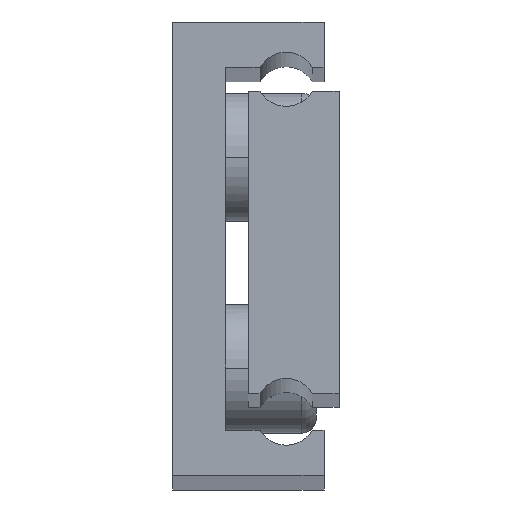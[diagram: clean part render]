
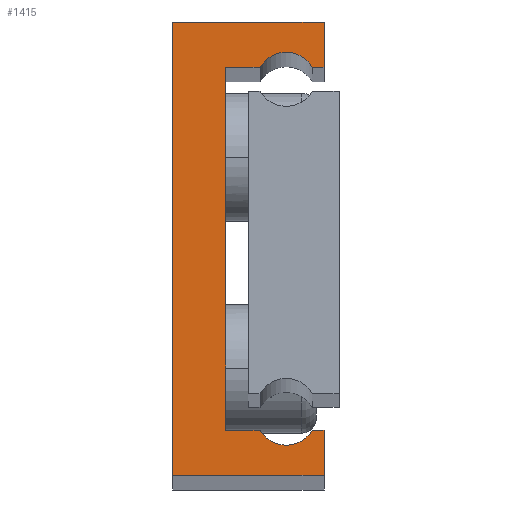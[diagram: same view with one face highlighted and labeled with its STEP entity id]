
A CAD part, top view. The second image highlights one B-rep face of the part: STEP entity #1415.
In plain terms, the highlighted planar face has unit normal (0, 0, 1).
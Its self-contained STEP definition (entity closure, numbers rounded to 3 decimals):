
#3 = VERTEX_POINT ( 'NONE', #419 ) ;
#10 = DIRECTION ( 'NONE',  ( 0., 1., 0. ) ) ;
#34 = EDGE_CURVE ( 'NONE', #3, #2411, #2212, .T. ) ;
#40 = DIRECTION ( 'NONE',  ( 0., 1., 0. ) ) ;
#90 = LINE ( 'NONE', #654, #546 ) ;
#104 = AXIS2_PLACEMENT_3D ( 'NONE', #2561, #354, #1744 ) ;
#163 = DIRECTION ( 'NONE',  ( 1., 0., 0. ) ) ;
#167 = CARTESIAN_POINT ( 'NONE',  ( 10., 27., 275. ) ) ;
#176 = CARTESIAN_POINT ( 'NONE',  ( 5.768, 27., 275. ) ) ;
#190 = DIRECTION ( 'NONE',  ( 0., 1., 0. ) ) ;
#232 = VECTOR ( 'NONE', #1620, 1000. ) ;
#269 = ORIENTED_EDGE ( 'NONE', *, *, #1332, .T. ) ;
#323 = VERTEX_POINT ( 'NONE', #1793 ) ;
#354 = DIRECTION ( 'NONE',  ( 0., 0., -1. ) ) ;
#361 = CARTESIAN_POINT ( 'NONE',  ( 7.5, 4., 275. ) ) ;
#405 = ORIENTED_EDGE ( 'NONE', *, *, #1964, .T. ) ;
#419 = CARTESIAN_POINT ( 'NONE',  ( 9.232, 27., 275. ) ) ;
#440 = CARTESIAN_POINT ( 'NONE',  ( 0., 0., 275. ) ) ;
#452 = FACE_OUTER_BOUND ( 'NONE', #2224, .T. ) ;
#497 = VECTOR ( 'NONE', #649, 1000. ) ;
#528 = VERTEX_POINT ( 'NONE', #1555 ) ;
#529 = LINE ( 'NONE', #567, #583 ) ;
#535 = CIRCLE ( 'NONE', #2475, 2. ) ;
#544 = CARTESIAN_POINT ( 'NONE',  ( 10., 3., 275. ) ) ;
#546 = VECTOR ( 'NONE', #846, 1000. ) ;
#567 = CARTESIAN_POINT ( 'NONE',  ( 0., 30., 275. ) ) ;
#583 = VECTOR ( 'NONE', #1958, 1000. ) ;
#597 = LINE ( 'NONE', #2015, #1740 ) ;
#605 = EDGE_CURVE ( 'NONE', #1241, #528, #1378, .T. ) ;
#608 = ORIENTED_EDGE ( 'NONE', *, *, #34, .T. ) ;
#613 = EDGE_CURVE ( 'NONE', #1341, #1241, #597, .T. ) ;
#625 = AXIS2_PLACEMENT_3D ( 'NONE', #2035, #1008, #1817 ) ;
#649 = DIRECTION ( 'NONE',  ( 0., -1., 0. ) ) ;
#654 = CARTESIAN_POINT ( 'NONE',  ( 5.768, 3., 275. ) ) ;
#755 = EDGE_CURVE ( 'NONE', #801, #2543, #90, .T. ) ;
#788 = CARTESIAN_POINT ( 'NONE',  ( 10., 3., 275. ) ) ;
#799 = ORIENTED_EDGE ( 'NONE', *, *, #1570, .T. ) ;
#801 = VERTEX_POINT ( 'NONE', #2071 ) ;
#812 = ORIENTED_EDGE ( 'NONE', *, *, #2054, .T. ) ;
#815 = DIRECTION ( 'NONE',  ( -1., 0., 0. ) ) ;
#817 = VERTEX_POINT ( 'NONE', #1286 ) ;
#846 = DIRECTION ( 'NONE',  ( -1., 0., 0. ) ) ;
#890 = CARTESIAN_POINT ( 'NONE',  ( 0., 0., 275. ) ) ;
#1008 = DIRECTION ( 'NONE',  ( 0., 0., -1. ) ) ;
#1082 = CARTESIAN_POINT ( 'NONE',  ( 10., 27., 275. ) ) ;
#1146 = DIRECTION ( 'NONE',  ( 0., 0., -1. ) ) ;
#1150 = EDGE_CURVE ( 'NONE', #2543, #817, #1572, .T. ) ;
#1155 = VERTEX_POINT ( 'NONE', #176 ) ;
#1236 = CARTESIAN_POINT ( 'NONE',  ( 10., 30., 275. ) ) ;
#1241 = VERTEX_POINT ( 'NONE', #544 ) ;
#1256 = EDGE_CURVE ( 'NONE', #528, #801, #535, .T. ) ;
#1271 = CARTESIAN_POINT ( 'NONE',  ( 0., 0., 275. ) ) ;
#1286 = CARTESIAN_POINT ( 'NONE',  ( 3.5, 27., 275. ) ) ;
#1310 = CIRCLE ( 'NONE', #104, 2. ) ;
#1332 = EDGE_CURVE ( 'NONE', #1493, #1341, #1803, .T. ) ;
#1341 = VERTEX_POINT ( 'NONE', #1644 ) ;
#1344 = CARTESIAN_POINT ( 'NONE',  ( 3.5, 3., 275. ) ) ;
#1352 = CARTESIAN_POINT ( 'NONE',  ( 5.768, 27., 275. ) ) ;
#1358 = CARTESIAN_POINT ( 'NONE',  ( 3.5, 3., 275. ) ) ;
#1373 = VECTOR ( 'NONE', #1841, 1000. ) ;
#1378 = LINE ( 'NONE', #788, #1785 ) ;
#1389 = VECTOR ( 'NONE', #2324, 1000. ) ;
#1415 = ADVANCED_FACE ( 'NONE', ( #452 ), #2208, .F. ) ;
#1493 = VERTEX_POINT ( 'NONE', #890 ) ;
#1532 = VERTEX_POINT ( 'NONE', #2338 ) ;
#1555 = CARTESIAN_POINT ( 'NONE',  ( 9.232, 3., 275. ) ) ;
#1570 = EDGE_CURVE ( 'NONE', #323, #1532, #529, .T. ) ;
#1572 = LINE ( 'NONE', #1358, #1928 ) ;
#1620 = DIRECTION ( 'NONE',  ( 1., 0., 0. ) ) ;
#1644 = CARTESIAN_POINT ( 'NONE',  ( 10., 0., 275. ) ) ;
#1648 = EDGE_CURVE ( 'NONE', #2411, #323, #1990, .T. ) ;
#1740 = VECTOR ( 'NONE', #10, 1000. ) ;
#1744 = DIRECTION ( 'NONE',  ( -1., 0., 0. ) ) ;
#1785 = VECTOR ( 'NONE', #815, 1000. ) ;
#1793 = CARTESIAN_POINT ( 'NONE',  ( 10., 30., 275. ) ) ;
#1794 = ORIENTED_EDGE ( 'NONE', *, *, #1648, .T. ) ;
#1803 = LINE ( 'NONE', #440, #1373 ) ;
#1817 = DIRECTION ( 'NONE',  ( -1., 0., 0. ) ) ;
#1841 = DIRECTION ( 'NONE',  ( 1., 0., 0. ) ) ;
#1877 = ORIENTED_EDGE ( 'NONE', *, *, #1150, .T. ) ;
#1925 = ORIENTED_EDGE ( 'NONE', *, *, #2361, .T. ) ;
#1928 = VECTOR ( 'NONE', #190, 1000. ) ;
#1949 = ORIENTED_EDGE ( 'NONE', *, *, #1256, .T. ) ;
#1958 = DIRECTION ( 'NONE',  ( -1., 0., 0. ) ) ;
#1964 = EDGE_CURVE ( 'NONE', #1155, #3, #1310, .T. ) ;
#1990 = LINE ( 'NONE', #1236, #2227 ) ;
#1998 = LINE ( 'NONE', #1271, #497 ) ;
#2015 = CARTESIAN_POINT ( 'NONE',  ( 10., 0., 275. ) ) ;
#2035 = CARTESIAN_POINT ( 'NONE',  ( 7.5, 26., 275. ) ) ;
#2054 = EDGE_CURVE ( 'NONE', #817, #1155, #2158, .T. ) ;
#2071 = CARTESIAN_POINT ( 'NONE',  ( 5.768, 3., 275. ) ) ;
#2158 = LINE ( 'NONE', #1352, #1389 ) ;
#2182 = ORIENTED_EDGE ( 'NONE', *, *, #613, .T. ) ;
#2208 = PLANE ( 'NONE',  #625 ) ;
#2212 = LINE ( 'NONE', #167, #232 ) ;
#2224 = EDGE_LOOP ( 'NONE', ( #1925, #269, #2182, #2350, #1949, #2277, #1877, #812, #405, #608, #1794, #799 ) ) ;
#2227 = VECTOR ( 'NONE', #40, 1000. ) ;
#2277 = ORIENTED_EDGE ( 'NONE', *, *, #755, .T. ) ;
#2324 = DIRECTION ( 'NONE',  ( 1., 0., 0. ) ) ;
#2338 = CARTESIAN_POINT ( 'NONE',  ( 0., 30., 275. ) ) ;
#2350 = ORIENTED_EDGE ( 'NONE', *, *, #605, .T. ) ;
#2361 = EDGE_CURVE ( 'NONE', #1532, #1493, #1998, .T. ) ;
#2411 = VERTEX_POINT ( 'NONE', #1082 ) ;
#2475 = AXIS2_PLACEMENT_3D ( 'NONE', #361, #1146, #163 ) ;
#2543 = VERTEX_POINT ( 'NONE', #1344 ) ;
#2561 = CARTESIAN_POINT ( 'NONE',  ( 7.5, 26., 275. ) ) ;
